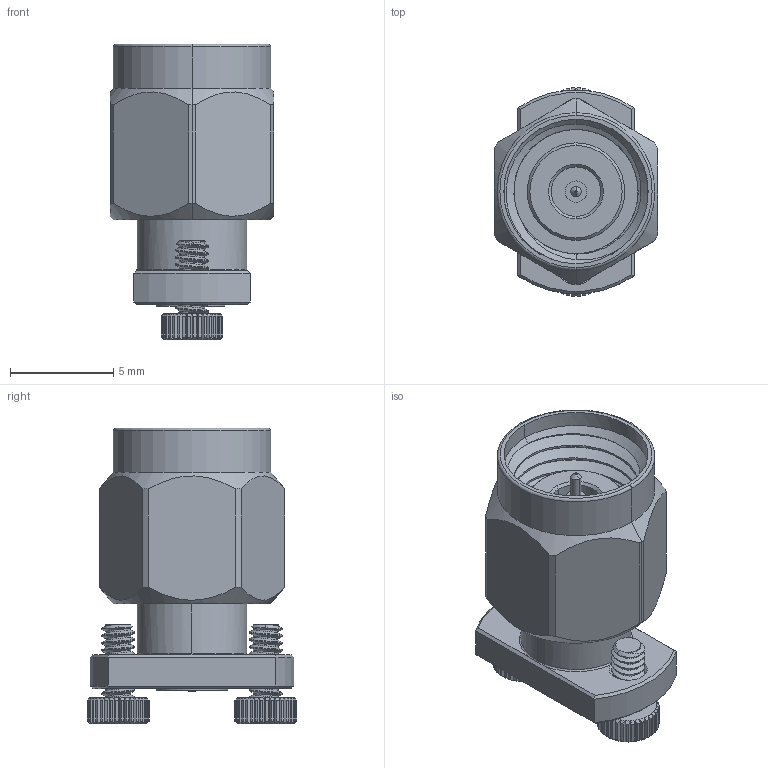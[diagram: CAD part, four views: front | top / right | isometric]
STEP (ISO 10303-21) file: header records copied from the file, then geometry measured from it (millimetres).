
FILE_DESCRIPTION (( 'STEP AP203' ), '1' );
FILE_NAME ('FMCN1486.step', '2018-10-24T22:31:43', ( '' ), ( '' ), 'SwSTEP 2.0', 'SolidWorks 2017', '' );
FILE_SCHEMA (( 'CONFIG_CONTROL_DESIGN' ));
Length unit declared in the file: inch
Products named in the file (1): FMCN1486
Bounding box: 7.94 x 10.16 x 14.33 mm (x, y, z)
Volume: 467.5 mm3; surface area: 803.6 mm2
Topology: 3 solids, 3 shells, 594 faces, 1408 edges, 831 vertices
Faces by surface type: plane 195, cylinder 190, cone 175, bspline 28, torus 6
Entity records: 25106 total; most frequent: CARTESIAN_POINT 12376, ORIENTED_EDGE 2816, DIRECTION 2473, EDGE_CURVE 1408, AXIS2_PLACEMENT_3D 1022, VERTEX_POINT 831, EDGE_LOOP 609, FACE_OUTER_BOUND 594
